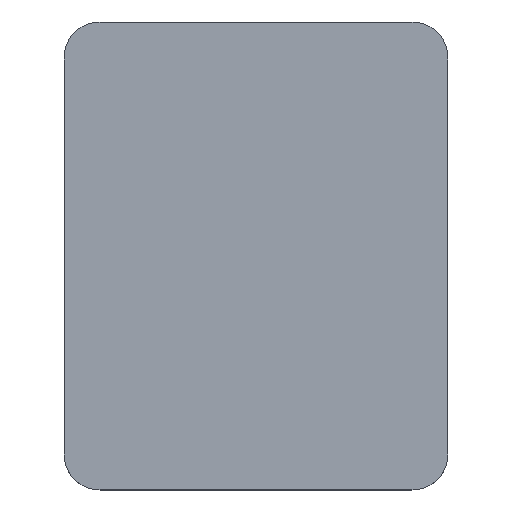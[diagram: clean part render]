
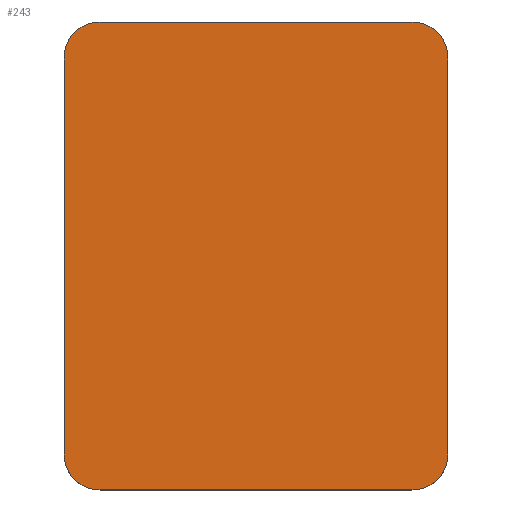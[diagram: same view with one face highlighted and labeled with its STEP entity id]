
A CAD part, top view. The second image highlights one B-rep face of the part: STEP entity #243.
In plain terms, the highlighted planar face has unit normal (0, 0, 1).
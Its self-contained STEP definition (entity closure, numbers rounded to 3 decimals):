
#24 = VERTEX_POINT('',#25);
#25 = CARTESIAN_POINT('',(-13.,19.5,23.));
#31 = EDGE_CURVE('',#24,#32,#34,.T.);
#32 = VERTEX_POINT('',#33);
#33 = CARTESIAN_POINT('',(-16.,16.5,23.));
#34 = CIRCLE('',#35,3.);
#35 = AXIS2_PLACEMENT_3D('',#36,#37,#38);
#36 = CARTESIAN_POINT('',(-13.,16.5,23.));
#37 = DIRECTION('',(0.,0.,1.));
#38 = DIRECTION('',(1.,0.,0.));
#64 = EDGE_CURVE('',#24,#65,#67,.T.);
#65 = VERTEX_POINT('',#66);
#66 = CARTESIAN_POINT('',(13.,19.5,23.));
#67 = LINE('',#68,#69);
#68 = CARTESIAN_POINT('',(-13.,19.5,23.));
#69 = VECTOR('',#70,1.);
#70 = DIRECTION('',(1.,0.,0.));
#97 = VERTEX_POINT('',#98);
#98 = CARTESIAN_POINT('',(-16.,-16.5,23.));
#104 = EDGE_CURVE('',#97,#32,#105,.T.);
#105 = LINE('',#106,#107);
#106 = CARTESIAN_POINT('',(-16.,-16.5,23.));
#107 = VECTOR('',#108,1.);
#108 = DIRECTION('',(0.,1.,0.));
#243 = ADVANCED_FACE('',(#244),#290,.T.);
#244 = FACE_BOUND('',#245,.T.);
#245 = EDGE_LOOP('',(#246,#247,#248,#257,#265,#274,#282,#289));
#246 = ORIENTED_EDGE('',*,*,#31,.T.);
#247 = ORIENTED_EDGE('',*,*,#104,.F.);
#248 = ORIENTED_EDGE('',*,*,#249,.T.);
#249 = EDGE_CURVE('',#97,#250,#252,.T.);
#250 = VERTEX_POINT('',#251);
#251 = CARTESIAN_POINT('',(-13.,-19.5,23.));
#252 = CIRCLE('',#253,3.);
#253 = AXIS2_PLACEMENT_3D('',#254,#255,#256);
#254 = CARTESIAN_POINT('',(-13.,-16.5,23.));
#255 = DIRECTION('',(0.,0.,1.));
#256 = DIRECTION('',(1.,0.,0.));
#257 = ORIENTED_EDGE('',*,*,#258,.F.);
#258 = EDGE_CURVE('',#259,#250,#261,.T.);
#259 = VERTEX_POINT('',#260);
#260 = CARTESIAN_POINT('',(13.,-19.5,23.));
#261 = LINE('',#262,#263);
#262 = CARTESIAN_POINT('',(13.,-19.5,23.));
#263 = VECTOR('',#264,1.);
#264 = DIRECTION('',(-1.,0.,0.));
#265 = ORIENTED_EDGE('',*,*,#266,.T.);
#266 = EDGE_CURVE('',#259,#267,#269,.T.);
#267 = VERTEX_POINT('',#268);
#268 = CARTESIAN_POINT('',(16.,-16.5,23.));
#269 = CIRCLE('',#270,3.);
#270 = AXIS2_PLACEMENT_3D('',#271,#272,#273);
#271 = CARTESIAN_POINT('',(13.,-16.5,23.));
#272 = DIRECTION('',(0.,0.,1.));
#273 = DIRECTION('',(1.,0.,0.));
#274 = ORIENTED_EDGE('',*,*,#275,.F.);
#275 = EDGE_CURVE('',#276,#267,#278,.T.);
#276 = VERTEX_POINT('',#277);
#277 = CARTESIAN_POINT('',(16.,16.5,23.));
#278 = LINE('',#279,#280);
#279 = CARTESIAN_POINT('',(16.,16.5,23.));
#280 = VECTOR('',#281,1.);
#281 = DIRECTION('',(0.,-1.,0.));
#282 = ORIENTED_EDGE('',*,*,#283,.T.);
#283 = EDGE_CURVE('',#276,#65,#284,.T.);
#284 = CIRCLE('',#285,3.);
#285 = AXIS2_PLACEMENT_3D('',#286,#287,#288);
#286 = CARTESIAN_POINT('',(13.,16.5,23.));
#287 = DIRECTION('',(0.,0.,1.));
#288 = DIRECTION('',(1.,0.,0.));
#289 = ORIENTED_EDGE('',*,*,#64,.F.);
#290 = PLANE('',#291);
#291 = AXIS2_PLACEMENT_3D('',#292,#293,#294);
#292 = CARTESIAN_POINT('',(0.,0.,23.));
#293 = DIRECTION('',(0.,0.,1.));
#294 = DIRECTION('',(0.,1.,0.));
